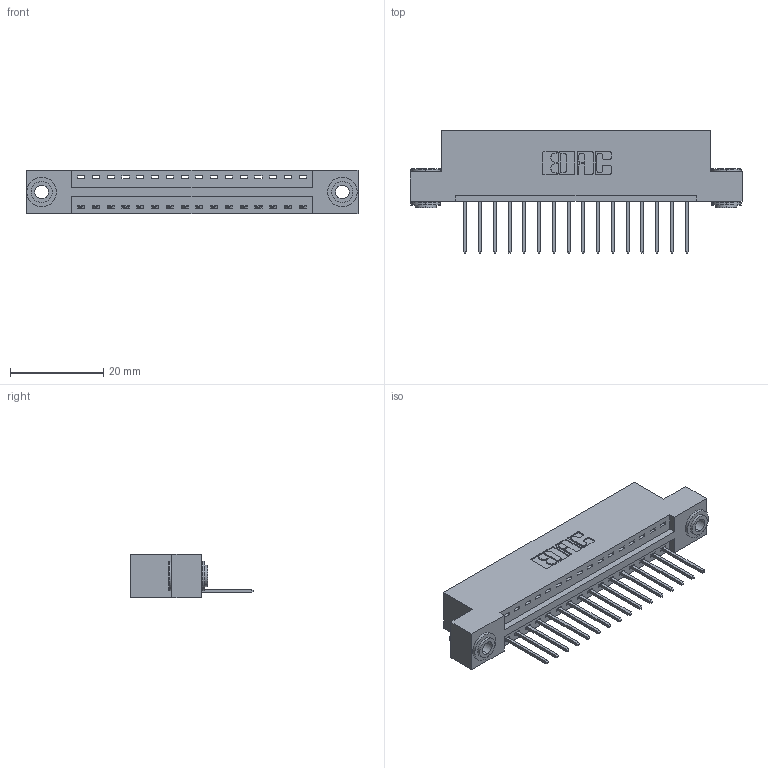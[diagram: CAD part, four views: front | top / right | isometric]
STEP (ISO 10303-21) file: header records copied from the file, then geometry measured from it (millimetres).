
FILE_DESCRIPTION (( 'STEP AP203' ), '1' );
FILE_NAME ('346-016-522-103.STEP', '2022-05-05T09:58:08', ( '' ), ( '' ), 'SwSTEP 2.0', 'SolidWorks 2020', '' );
FILE_SCHEMA (( 'CONFIG_CONTROL_DESIGN' ));
Length unit declared in the file: inch
Products named in the file (4): 346-016-522-103; 345-250-002_345-250-002-102; 345-292-001_345-293-122; 346 Part_Flush Mounting Lugs - 0.156 Dia-TH
Assembly tree (19 placements, depth 2):
  346-016-522-103
    346 Part_Flush Mounting Lugs - 0.156 Dia-TH
    345-292-001_345-293-122  x16
    345-250-002_345-250-002-102  x2
Bounding box: 71.37 x 26.42 x 9.4 mm (x, y, z)
Volume: 6656.2 mm3; surface area: 8349.2 mm2
Topology: 19 solids, 19 shells, 1102 faces, 3257 edges, 2146 vertices
Faces by surface type: plane 740, cylinder 354, cone 8
Entity records: 14514 total; most frequent: CARTESIAN_POINT 2477, ORIENTED_EDGE 2418, DIRECTION 2247, EDGE_CURVE 1209, LINE 989, VECTOR 989, VERTEX_POINT 802, AXIS2_PLACEMENT_3D 629
